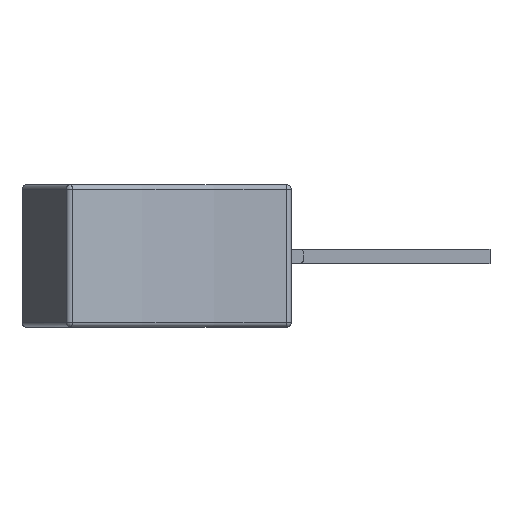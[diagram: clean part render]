
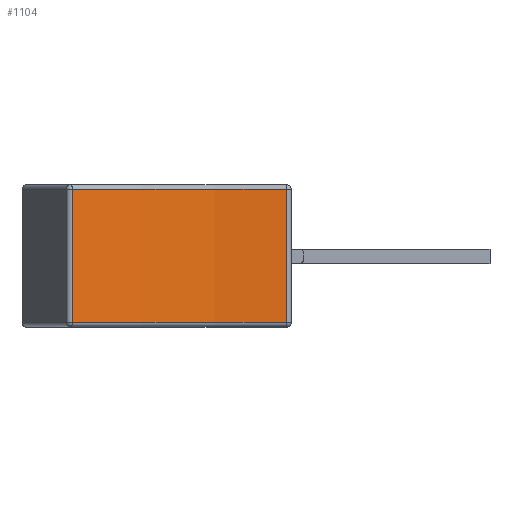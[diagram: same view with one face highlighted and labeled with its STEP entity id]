
A CAD part, top view. The second image highlights one B-rep face of the part: STEP entity #1104.
In plain terms, the highlighted cylindrical face has radius 31.115 mm (diameter 62.23 mm), a partial arc.
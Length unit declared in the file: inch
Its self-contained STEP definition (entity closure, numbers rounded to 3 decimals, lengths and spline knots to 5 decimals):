
#570=CARTESIAN_POINT('',(0.27753,0.14016,0.66123));
#571=VERTEX_POINT('',#570);
#607=CARTESIAN_POINT('',(0.27753,-0.14016,0.66123));
#608=VERTEX_POINT('',#607);
#651=CARTESIAN_POINT('',(-0.17365,0.14016,0.74756));
#652=VERTEX_POINT('',#651);
#675=CARTESIAN_POINT('',(-0.17365,-0.14016,0.74756));
#676=VERTEX_POINT('',#675);
#743=CARTESIAN_POINT('',(-0.17365,-0.14016,0.74756));
#744=DIRECTION('',(0.0,1.0,0.0));
#745=VECTOR('',#744,0.28031);
#746=LINE('',#743,#745);
#747=EDGE_CURVE('',#676,#652,#746,.T.);
#765=CARTESIAN_POINT('',(0.27808,-0.14016,1.88622));
#766=DIRECTION('',(0.0,1.0,0.0));
#767=DIRECTION('',(-0.188,0.0,-0.982));
#768=AXIS2_PLACEMENT_3D('',#765,#766,#767);
#769=CIRCLE('',#768,1.22499);
#770=EDGE_CURVE('',#608,#676,#769,.T.);
#789=CARTESIAN_POINT('',(0.27808,0.14016,1.88622));
#790=DIRECTION('',(0.0,-1.0,0.0));
#791=DIRECTION('',(-0.188,0.0,-0.982));
#792=AXIS2_PLACEMENT_3D('',#789,#790,#791);
#793=CIRCLE('',#792,1.22499);
#794=EDGE_CURVE('',#652,#571,#793,.T.);
#852=CARTESIAN_POINT('',(0.27753,0.14016,0.66123));
#853=DIRECTION('',(0.0,-1.0,0.0));
#854=VECTOR('',#853,0.28031);
#855=LINE('',#852,#854);
#856=EDGE_CURVE('',#571,#608,#855,.T.);
#1093=CARTESIAN_POINT('',(0.27808,0.15417,1.88622));
#1094=DIRECTION('',(0.0,-1.0,0.0));
#1095=DIRECTION('',(0.376,0.0,0.927));
#1096=AXIS2_PLACEMENT_3D('',#1093,#1094,#1095);
#1097=CYLINDRICAL_SURFACE('',#1096,1.22499);
#1098=ORIENTED_EDGE('',*,*,#747,.F.);
#1099=ORIENTED_EDGE('',*,*,#770,.F.);
#1100=ORIENTED_EDGE('',*,*,#856,.F.);
#1101=ORIENTED_EDGE('',*,*,#794,.F.);
#1102=EDGE_LOOP('',(#1098,#1099,#1100,#1101));
#1103=FACE_OUTER_BOUND('',#1102,.T.);
#1104=ADVANCED_FACE('',(#1103),#1097,.F.);
